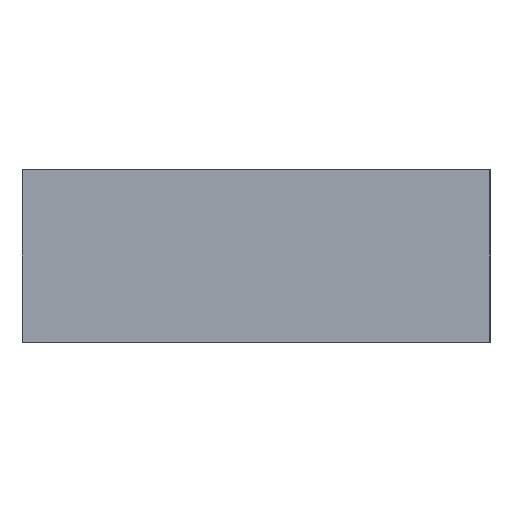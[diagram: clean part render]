
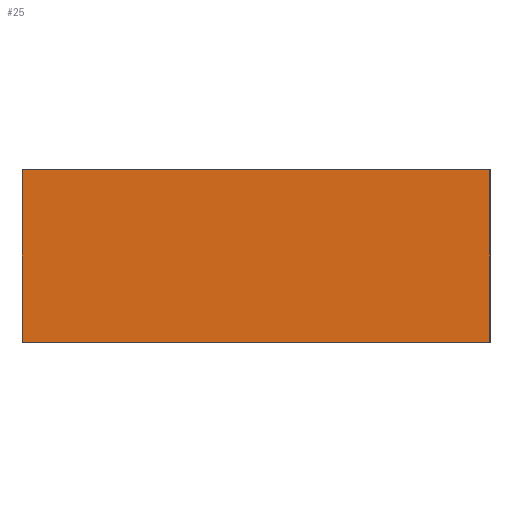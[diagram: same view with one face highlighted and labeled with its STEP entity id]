
A CAD part, left-side view. The second image highlights one B-rep face of the part: STEP entity #25.
In plain terms, the highlighted planar face has unit normal (-1, 0, 0).
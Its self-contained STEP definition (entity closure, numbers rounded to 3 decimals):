
#25=ADVANCED_FACE('',(#50),#461,.T.);
#50=FACE_OUTER_BOUND('',#75,.T.);
#75=EDGE_LOOP('',(#111,#112,#113,#114));
#111=ORIENTED_EDGE('',*,*,#255,.T.);
#112=ORIENTED_EDGE('',*,*,#256,.T.);
#113=ORIENTED_EDGE('',*,*,#257,.F.);
#114=ORIENTED_EDGE('',*,*,#258,.F.);
#255=EDGE_CURVE('',#399,#400,#371,.T.);
#256=EDGE_CURVE('',#400,#401,#372,.T.);
#257=EDGE_CURVE('',#402,#401,#373,.T.);
#258=EDGE_CURVE('',#399,#402,#374,.T.);
#371=B_SPLINE_CURVE_WITH_KNOTS('',1,(#689,#690),.UNSPECIFIED.,.F.,.F.,(2,
2),(0.,23.),.UNSPECIFIED.);
#372=B_SPLINE_CURVE_WITH_KNOTS('',1,(#691,#692),.UNSPECIFIED.,.F.,.F.,(2,
2),(0.,13.),.UNSPECIFIED.);
#373=B_SPLINE_CURVE_WITH_KNOTS('',1,(#693,#694),.UNSPECIFIED.,.F.,.F.,(2,
2),(0.,23.),.UNSPECIFIED.);
#374=B_SPLINE_CURVE_WITH_KNOTS('',1,(#695,#696),.UNSPECIFIED.,.F.,.F.,(2,
2),(0.,13.),.UNSPECIFIED.);
#399=VERTEX_POINT('',#641);
#400=VERTEX_POINT('',#642);
#401=VERTEX_POINT('',#643);
#402=VERTEX_POINT('',#644);
#461=PLANE('',#560);
#560=AXIS2_PLACEMENT_3D('',#616,#588,$);
#588=DIRECTION('',(-1.,0.,0.));
#616=CARTESIAN_POINT('',(-160.,85.,0.));
#641=CARTESIAN_POINT('',(-160.,85.,0.));
#642=CARTESIAN_POINT('',(-160.,47.,0.));
#643=CARTESIAN_POINT('',(-160.,47.,14.));
#644=CARTESIAN_POINT('',(-160.,85.,14.));
#689=CARTESIAN_POINT('',(-160.,85.,0.));
#690=CARTESIAN_POINT('',(-160.,47.,0.));
#691=CARTESIAN_POINT('',(-160.,47.,0.));
#692=CARTESIAN_POINT('',(-160.,47.,14.));
#693=CARTESIAN_POINT('',(-160.,85.,14.));
#694=CARTESIAN_POINT('',(-160.,47.,14.));
#695=CARTESIAN_POINT('',(-160.,85.,0.));
#696=CARTESIAN_POINT('',(-160.,85.,14.));
